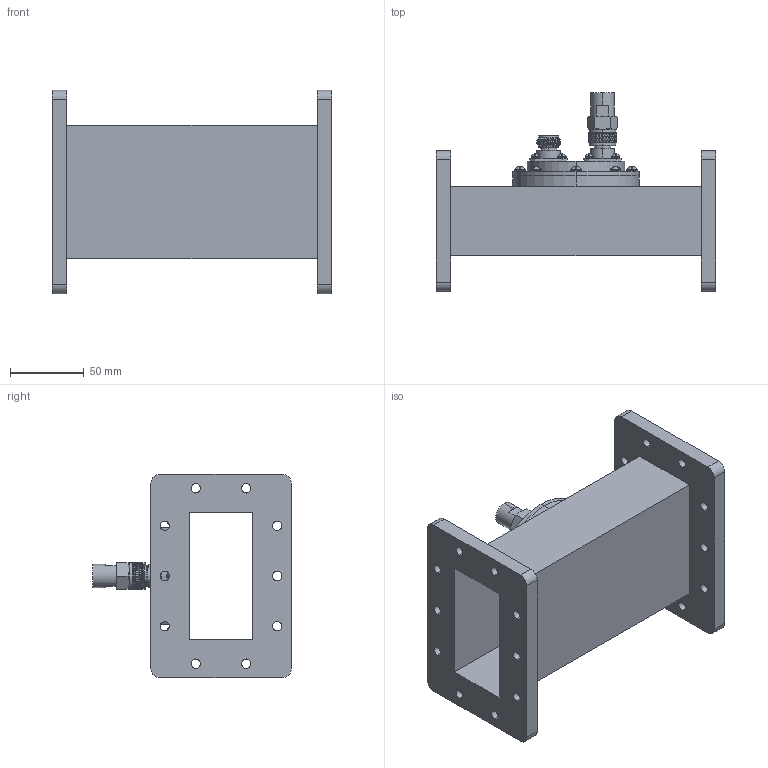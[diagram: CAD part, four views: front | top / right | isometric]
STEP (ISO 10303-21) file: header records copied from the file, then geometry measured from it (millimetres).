
FILE_DESCRIPTION (( 'STEP AP214' ), '1' );
FILE_NAME ('FMWCP1105N-50_3D.step', '2024-05-23T18:04:06', ( '' ), ( '' ), 'SwSTEP 2.0', 'SolidWorks 2022', '' );
FILE_SCHEMA (( 'AUTOMOTIVE_DESIGN' ));
Length unit declared in the file: inch
Products named in the file (9): Panel - PEWCP1105N^FMWCP1105N-50; Coaxial Terminal^FMWCP1105N-50; N female^FMWCP1105N-50_No screws; M3x8mm GOST 17473-80^FMWCP1105N-50; FMWCP1105N-50_3D; FMWCP1105N-body^FMWCP1105N-50; Washer M4^FMWCP1105N-50; Washer^FMWCP1105N-50; M4x8mm GOST 17473-80^FMWCP1105N-50
Assembly tree (36 placements, depth 2):
  FMWCP1105N-50_3D
    FMWCP1105N-body^FMWCP1105N-50
    Panel - PEWCP1105N^FMWCP1105N-50
    N female^FMWCP1105N-50_No screws
    Coaxial Terminal^FMWCP1105N-50
    M3x8mm GOST 17473-80^FMWCP1105N-50  x8
    Washer^FMWCP1105N-50  x8
    M4x8mm GOST 17473-80^FMWCP1105N-50  x8
    Washer M4^FMWCP1105N-50  x8
Bounding box: 190 x 134.74 x 138.1 mm (x, y, z)
Volume: 371326.2 mm3; surface area: 172277.1 mm2
Topology: 36 solids, 36 shells, 1632 faces, 3702 edges, 2191 vertices
Faces by surface type: bspline 723, cylinder 483, plane 327, cone 67, torus 32
Entity records: 48956 total; most frequent: CARTESIAN_POINT 27786, ORIENTED_EDGE 5500, EDGE_CURVE 2750, DIRECTION 2375, VERTEX_POINT 1575, EDGE_LOOP 1335, ADVANCED_FACE 1226, FACE_OUTER_BOUND 1226
